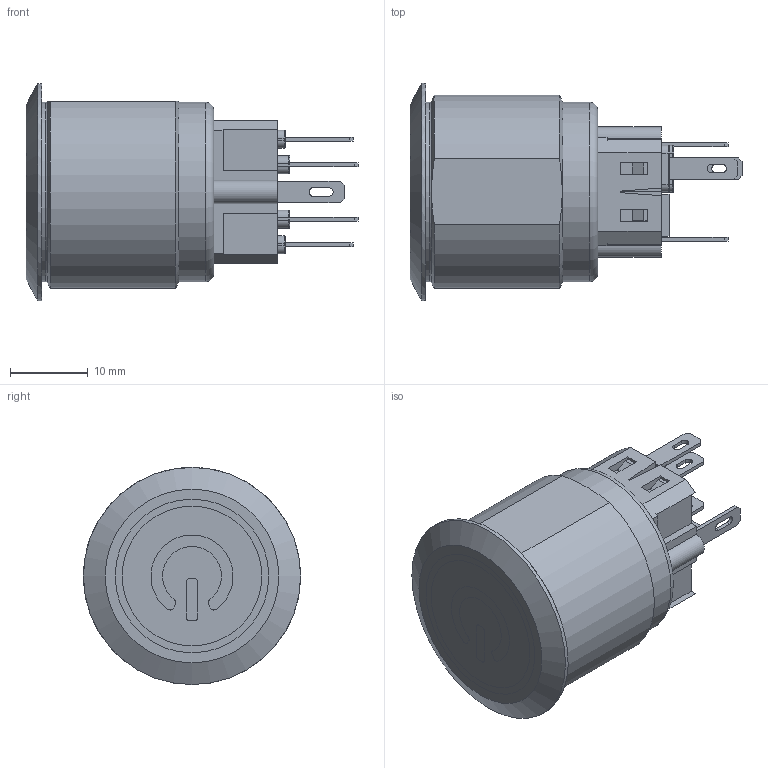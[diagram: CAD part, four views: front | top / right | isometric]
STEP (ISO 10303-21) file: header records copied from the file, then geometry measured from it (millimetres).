
FILE_DESCRIPTION(/* description */ (''),/* implementation_level */ '2;1');
FILE_NAME(/* name */ '000003063_Shrinkwrap_1.stp',/* time_stamp */ '2023-02-28T14:36:34-06:00',/* author */ ('jmeyers'),/* organization */ (''),/* preprocessor_version */ 'ST-DEVELOPER v18.1',/* originating_system */ 'Autodesk Inventor 2020',/* authorisation */ '');
FILE_SCHEMA (('AUTOMOTIVE_DESIGN { 1 0 10303 214 3 1 1 }'));
Length unit declared in the file: millimetre
Products named in the file (1): 000003063_Shrinkwrap_1
Bounding box: 42.8 x 28 x 28 mm (x, y, z)
Volume: 13414.4 mm3; surface area: 4404.4 mm2
Topology: 1 solids, 1 shells, 288 faces, 753 edges, 474 vertices
Faces by surface type: plane 204, cylinder 63, torus 18, cone 3
Full cylindrical faces by diameter (mm): 1.75 x1, 23.1 x2, 28 x1
Entity records: 8792 total; most frequent: CARTESIAN_POINT 1524, ORIENTED_EDGE 1506, DIRECTION 1497, EDGE_CURVE 753, LINE 579, VECTOR 579, VERTEX_POINT 474, AXIS2_PLACEMENT_3D 459
